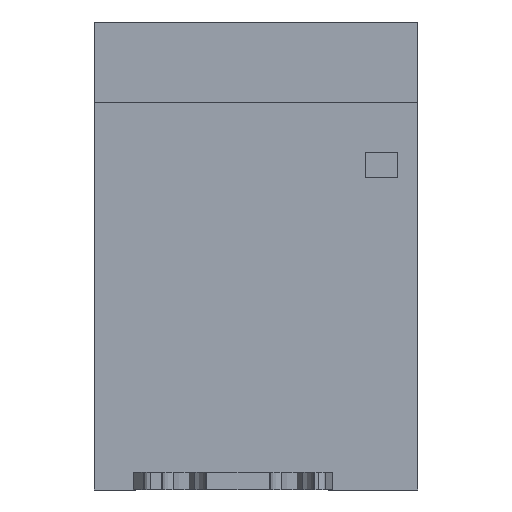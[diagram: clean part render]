
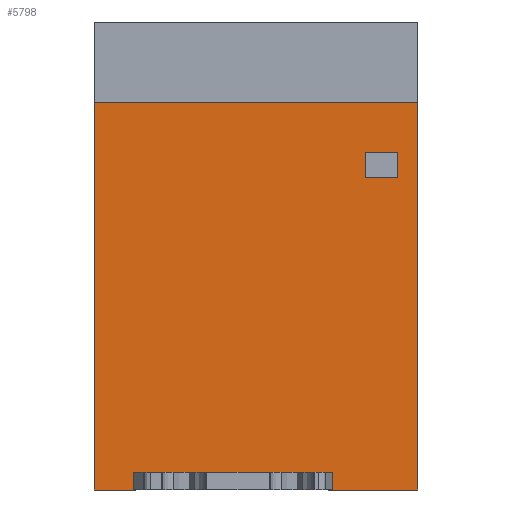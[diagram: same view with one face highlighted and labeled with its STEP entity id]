
A CAD part, front view. The second image highlights one B-rep face of the part: STEP entity #5798.
In plain terms, the highlighted planar face has unit normal (0, -1, 0).
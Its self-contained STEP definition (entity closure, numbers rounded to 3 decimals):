
#1728=FACE_OUTER_BOUND($,#1805,.T.);
#1805=EDGE_LOOP($,(#5513,#5514,#5515,#5516,#5517,#5518,#5519,#5520));
#2942=LINE($,#11518,#4483);
#2943=LINE($,#11522,#4484);
#2944=LINE($,#11524,#4485);
#2945=LINE($,#11525,#4486);
#2946=LINE($,#11527,#4487);
#2947=LINE($,#11529,#4488);
#2948=LINE($,#11531,#4489);
#2949=LINE($,#11532,#4490);
#4483=VECTOR($,#7450,90.);
#4484=VECTOR($,#7453,5.);
#4485=VECTOR($,#7454,23.625);
#4486=VECTOR($,#7455,107.702);
#4487=VECTOR($,#7456,107.702);
#4488=VECTOR($,#7457,10.923);
#4489=VECTOR($,#7458,5.);
#4490=VECTOR($,#7459,55.453);
#5008=VERTEX_POINT($,#11514);
#5009=VERTEX_POINT($,#11516);
#5010=VERTEX_POINT($,#11520);
#5011=VERTEX_POINT($,#11521);
#5012=VERTEX_POINT($,#11523);
#5013=VERTEX_POINT($,#11526);
#5014=VERTEX_POINT($,#11528);
#5015=VERTEX_POINT($,#11530);
#5196=EDGE_CURVE($,#5008,#5009,#2942,.T.);
#5197=EDGE_CURVE($,#5010,#5011,#2943,.T.);
#5198=EDGE_CURVE($,#5012,#5010,#2944,.T.);
#5199=EDGE_CURVE($,#5012,#5008,#2945,.T.);
#5200=EDGE_CURVE($,#5013,#5009,#2946,.T.);
#5201=EDGE_CURVE($,#5014,#5013,#2947,.T.);
#5202=EDGE_CURVE($,#5015,#5014,#2948,.T.);
#5203=EDGE_CURVE($,#5011,#5015,#2949,.T.);
#5513=ORIENTED_EDGE($,*,*,#5197,.F.);
#5514=ORIENTED_EDGE($,*,*,#5198,.F.);
#5515=ORIENTED_EDGE($,*,*,#5199,.T.);
#5516=ORIENTED_EDGE($,*,*,#5196,.T.);
#5517=ORIENTED_EDGE($,*,*,#5200,.F.);
#5518=ORIENTED_EDGE($,*,*,#5201,.F.);
#5519=ORIENTED_EDGE($,*,*,#5202,.F.);
#5520=ORIENTED_EDGE($,*,*,#5203,.F.);
#5733=PLANE($,#5974);
#5798=ADVANCED_FACE($,(#1728),#5733,.T.);
#5974=AXIS2_PLACEMENT_3D($,#11519,#7451,#7452);
#7450=DIRECTION($,(-1.,0.,0.));
#7451=DIRECTION('center_axis',(0.,-1.,0.));
#7452=DIRECTION('ref_axis',(0.,0.,1.));
#7453=DIRECTION($,(0.,0.,1.));
#7454=DIRECTION($,(-1.,0.,0.));
#7455=DIRECTION($,(0.,0.,1.));
#7456=DIRECTION($,(0.,0.,1.));
#7457=DIRECTION($,(-1.,0.,0.));
#7458=DIRECTION($,(0.,0.,-1.));
#7459=DIRECTION($,(-1.,0.,0.));
#11514=CARTESIAN_POINT('',(90.,-125.119,107.702));
#11516=CARTESIAN_POINT('',(0.,-125.119,107.702));
#11518=CARTESIAN_POINT($,(90.,-125.119,107.702));
#11519=CARTESIAN_POINT('Origin',(90.,-125.119,0.));
#11520=CARTESIAN_POINT('',(66.375,-125.119,0.));
#11521=CARTESIAN_POINT('',(66.375,-125.119,5.));
#11522=CARTESIAN_POINT($,(66.375,-125.119,0.));
#11523=CARTESIAN_POINT('',(90.,-125.119,0.));
#11524=CARTESIAN_POINT($,(90.,-125.119,0.));
#11525=CARTESIAN_POINT($,(90.,-125.119,0.));
#11526=CARTESIAN_POINT('',(0.,-125.119,0.));
#11527=CARTESIAN_POINT($,(0.,-125.119,0.));
#11528=CARTESIAN_POINT('',(10.923,-125.119,0.));
#11529=CARTESIAN_POINT($,(90.,-125.119,0.));
#11530=CARTESIAN_POINT('',(10.923,-125.119,5.));
#11531=CARTESIAN_POINT($,(10.923,-125.119,0.));
#11532=CARTESIAN_POINT($,(64.357,-125.119,5.));
